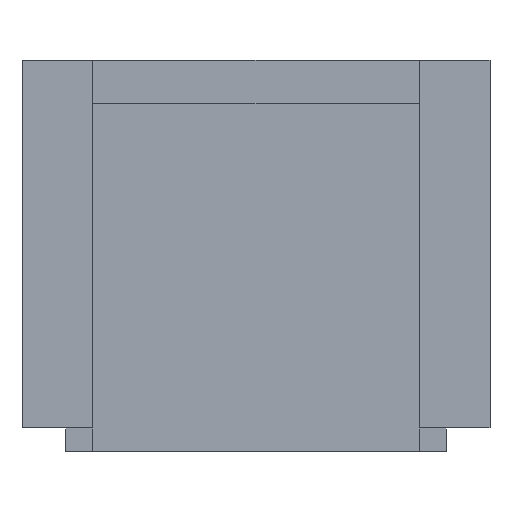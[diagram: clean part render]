
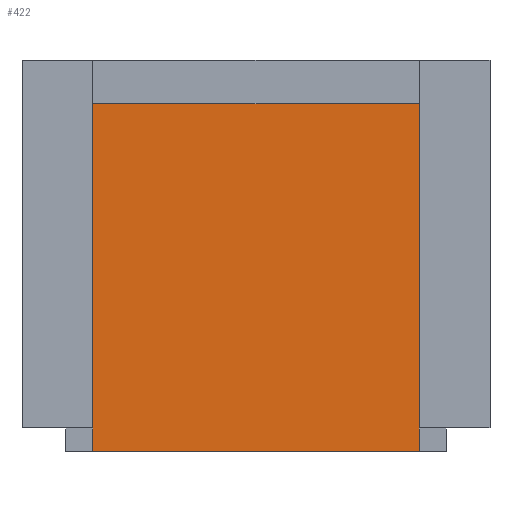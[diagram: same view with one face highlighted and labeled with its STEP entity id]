
A CAD part, front view. The second image highlights one B-rep face of the part: STEP entity #422.
In plain terms, the highlighted planar face has unit normal (0, -1, 0).
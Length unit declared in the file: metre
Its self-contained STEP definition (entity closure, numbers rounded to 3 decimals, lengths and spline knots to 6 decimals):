
#28=ORIENTED_EDGE('',*,*,#148,.F.);
#29=ORIENTED_EDGE('',*,*,#147,.T.);
#30=ORIENTED_EDGE('',*,*,#149,.T.);
#31=ORIENTED_EDGE('',*,*,#150,.F.);
#147=EDGE_CURVE('',#205,#207,#247,.T.);
#148=EDGE_CURVE('',#205,#208,#248,.T.);
#149=EDGE_CURVE('',#207,#209,#249,.T.);
#150=EDGE_CURVE('',#208,#209,#250,.T.);
#205=VERTEX_POINT('',#612);
#207=VERTEX_POINT('',#616);
#208=VERTEX_POINT('',#620);
#209=VERTEX_POINT('',#622);
#247=LINE('',#617,#307);
#248=LINE('',#619,#308);
#249=LINE('',#621,#309);
#250=LINE('',#623,#310);
#307=VECTOR('',#500,1.);
#308=VECTOR('',#503,1.);
#309=VECTOR('',#504,1.);
#310=VECTOR('',#505,1.);
#356=EDGE_LOOP('',(#28,#29,#30,#31));
#378=FACE_BOUND('',#356,.T.);
#400=PLANE('',#457);
#422=ADVANCED_FACE('',(#378),#400,.F.);
#457=AXIS2_PLACEMENT_3D('',#618,#501,#502);
#500=DIRECTION('',(0.,0.,-1.));
#501=DIRECTION('',(0.,1.,0.));
#502=DIRECTION('',(0.,0.,1.));
#503=DIRECTION('',(1.,0.,0.));
#504=DIRECTION('',(1.,0.,0.));
#505=DIRECTION('',(0.,0.,-1.));
#612=CARTESIAN_POINT('',(-0.00775,0.0195,0.017));
#616=CARTESIAN_POINT('',(-0.00775,0.0195,0.001));
#617=CARTESIAN_POINT('',(-0.00775,0.0195,0.019002));
#618=CARTESIAN_POINT('',(0.,0.0195,0.019002));
#619=CARTESIAN_POINT('',(0.,0.0195,0.017));
#620=CARTESIAN_POINT('',(0.00775,0.0195,0.017));
#621=CARTESIAN_POINT('',(0.,0.0195,0.001));
#622=CARTESIAN_POINT('',(0.00775,0.0195,0.001));
#623=CARTESIAN_POINT('',(0.00775,0.0195,0.019002));
